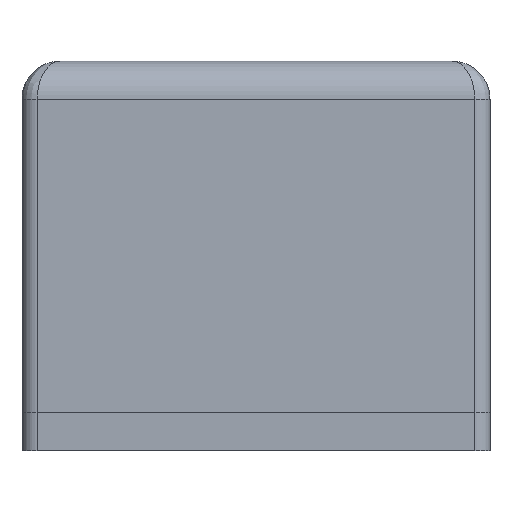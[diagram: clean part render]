
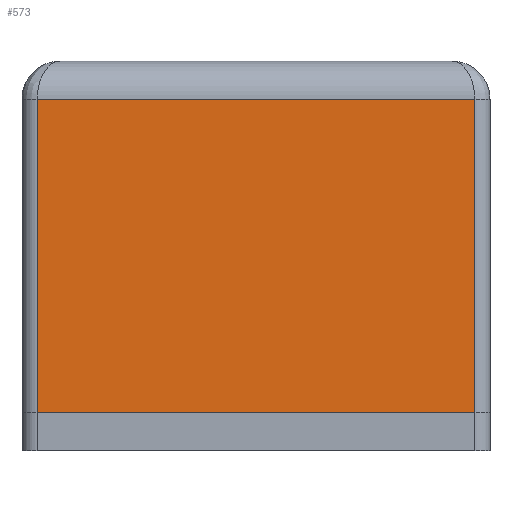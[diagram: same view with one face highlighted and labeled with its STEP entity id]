
A CAD part, front view. The second image highlights one B-rep face of the part: STEP entity #573.
In plain terms, the highlighted planar face has unit normal (0, -1, 0).
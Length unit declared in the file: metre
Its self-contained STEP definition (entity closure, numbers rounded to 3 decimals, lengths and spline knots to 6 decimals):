
#94=ORIENTED_EDGE('',*,*,#250,.T.);
#95=ORIENTED_EDGE('',*,*,#251,.T.);
#96=ORIENTED_EDGE('',*,*,#252,.T.);
#97=ORIENTED_EDGE('',*,*,#253,.T.);
#250=EDGE_CURVE('',#326,#327,#380,.F.);
#251=EDGE_CURVE('',#327,#328,#381,.T.);
#252=EDGE_CURVE('',#328,#329,#382,.T.);
#253=EDGE_CURVE('',#329,#326,#383,.F.);
#326=VERTEX_POINT('',#927);
#327=VERTEX_POINT('',#928);
#328=VERTEX_POINT('',#930);
#329=VERTEX_POINT('',#932);
#380=LINE('',#926,#428);
#381=LINE('',#929,#429);
#382=LINE('',#931,#430);
#383=LINE('',#933,#431);
#428=VECTOR('',#730,1.);
#429=VECTOR('',#731,1.);
#430=VECTOR('',#732,1.);
#431=VECTOR('',#733,1.);
#460=EDGE_LOOP('',(#94,#95,#96,#97));
#508=FACE_BOUND('',#460,.T.);
#554=PLANE('',#627);
#573=ADVANCED_FACE('',(#508),#554,.F.);
#627=AXIS2_PLACEMENT_3D('',#925,#728,#729);
#728=DIRECTION('',(0.,1.,0.));
#729=DIRECTION('',(0.,0.,1.));
#730=DIRECTION('',(1.,0.,0.));
#731=DIRECTION('',(0.,0.,-1.));
#732=DIRECTION('',(1.,0.,0.));
#733=DIRECTION('',(0.,0.,-1.));
#925=CARTESIAN_POINT('',(0.181,-0.01665,0.01275));
#926=CARTESIAN_POINT('',(0.17335,-0.01665,0.0115));
#927=CARTESIAN_POINT('',(0.18815,-0.01665,0.0115));
#928=CARTESIAN_POINT('',(0.17385,-0.01665,0.0115));
#929=CARTESIAN_POINT('',(0.17385,-0.01665,0.01275));
#930=CARTESIAN_POINT('',(0.17385,-0.01665,0.00125));
#931=CARTESIAN_POINT('',(0.181,-0.01665,0.00125));
#932=CARTESIAN_POINT('',(0.18815,-0.01665,0.00125));
#933=CARTESIAN_POINT('',(0.18815,-0.01665,0.0115));
